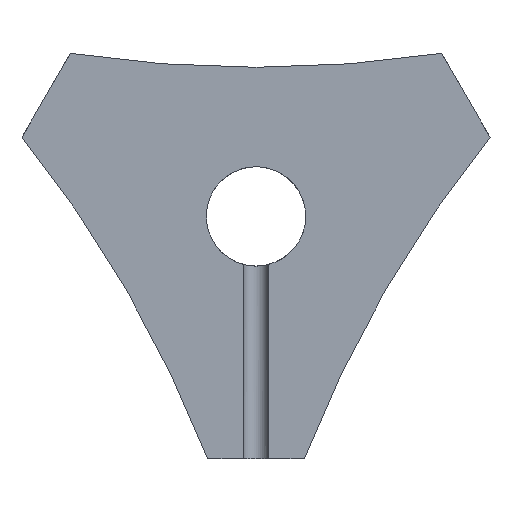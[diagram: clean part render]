
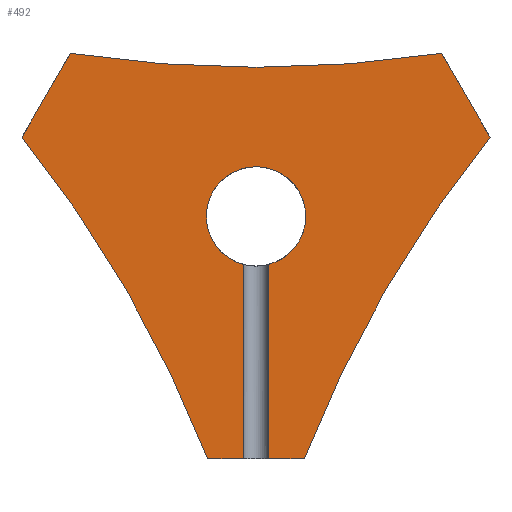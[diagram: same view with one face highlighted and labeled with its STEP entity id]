
A CAD part, front view. The second image highlights one B-rep face of the part: STEP entity #492.
In plain terms, the highlighted planar face has unit normal (0, -1, 0).
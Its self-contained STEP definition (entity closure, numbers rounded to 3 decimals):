
#35=PLANE('',#556);
#60=FACE_OUTER_BOUND('',#86,.T.);
#86=EDGE_LOOP('',(#446,#447,#448,#449,#450,#451,#452,#453,#454,#455,#456));
#90=CIRCLE('',#514,500.);
#93=CIRCLE('',#519,500.);
#109=CIRCLE('',#551,20.);
#110=CIRCLE('',#552,20.);
#111=CIRCLE('',#555,500.);
#113=LINE('',#703,#153);
#114=LINE('',#724,#154);
#115=LINE('',#728,#155);
#127=LINE('',#759,#167);
#141=LINE('',#816,#181);
#152=LINE('',#870,#192);
#153=VECTOR('',#561,10.);
#154=VECTOR('',#562,10.);
#155=VECTOR('',#567,10.);
#167=VECTOR('',#579,10.);
#181=VECTOR('',#615,10.);
#192=VECTOR('',#692,10.);
#193=VERTEX_POINT('',#701);
#194=VERTEX_POINT('',#702);
#195=VERTEX_POINT('',#704);
#196=VERTEX_POINT('',#723);
#197=VERTEX_POINT('',#727);
#210=VERTEX_POINT('',#757);
#213=VERTEX_POINT('',#769);
#218=VERTEX_POINT('',#786);
#219=VERTEX_POINT('',#788);
#230=VERTEX_POINT('',#814);
#240=VERTEX_POINT('',#865);
#241=EDGE_CURVE('',#193,#194,#113,.T.);
#243=EDGE_CURVE('',#196,#195,#114,.T.);
#245=EDGE_CURVE('',#196,#197,#115,.T.);
#259=EDGE_CURVE('',#210,#194,#127,.T.);
#264=EDGE_CURVE('',#210,#213,#90,.T.);
#270=EDGE_CURVE('',#219,#218,#93,.T.);
#283=EDGE_CURVE('',#230,#218,#141,.T.);
#309=EDGE_CURVE('',#195,#240,#109,.T.);
#310=EDGE_CURVE('',#240,#193,#110,.T.);
#311=EDGE_CURVE('',#219,#213,#152,.T.);
#312=EDGE_CURVE('',#230,#197,#111,.T.);
#446=ORIENTED_EDGE('',*,*,#241,.T.);
#447=ORIENTED_EDGE('',*,*,#259,.F.);
#448=ORIENTED_EDGE('',*,*,#264,.T.);
#449=ORIENTED_EDGE('',*,*,#311,.F.);
#450=ORIENTED_EDGE('',*,*,#270,.T.);
#451=ORIENTED_EDGE('',*,*,#283,.F.);
#452=ORIENTED_EDGE('',*,*,#312,.T.);
#453=ORIENTED_EDGE('',*,*,#245,.F.);
#454=ORIENTED_EDGE('',*,*,#243,.T.);
#455=ORIENTED_EDGE('',*,*,#309,.T.);
#456=ORIENTED_EDGE('',*,*,#310,.T.);
#492=ADVANCED_FACE('',(#60),#35,.F.);
#514=AXIS2_PLACEMENT_3D('',#771,#589,#590);
#519=AXIS2_PLACEMENT_3D('',#789,#600,#601);
#551=AXIS2_PLACEMENT_3D('',#867,#686,#687);
#552=AXIS2_PLACEMENT_3D('',#868,#688,#689);
#555=AXIS2_PLACEMENT_3D('',#872,#695,#696);
#556=AXIS2_PLACEMENT_3D('',#873,#697,#698);
#561=DIRECTION('',(0.,0.,-1.));
#562=DIRECTION('',(0.,0.,1.));
#567=DIRECTION('',(-1.,0.,0.));
#579=DIRECTION('',(-1.,0.,0.));
#589=DIRECTION('center_axis',(0.,1.,0.));
#590=DIRECTION('ref_axis',(1.,0.,0.));
#600=DIRECTION('center_axis',(0.,1.,0.));
#601=DIRECTION('ref_axis',(1.,0.,0.));
#615=DIRECTION('',(0.5,0.,0.866));
#686=DIRECTION('center_axis',(0.,1.,0.));
#687=DIRECTION('ref_axis',(-1.,0.,0.));
#688=DIRECTION('center_axis',(0.,1.,0.));
#689=DIRECTION('ref_axis',(-1.,0.,0.));
#692=DIRECTION('',(0.5,0.,-0.866));
#695=DIRECTION('center_axis',(0.,1.,0.));
#696=DIRECTION('ref_axis',(1.,0.,0.));
#697=DIRECTION('center_axis',(0.,1.,0.));
#698=DIRECTION('ref_axis',(1.,0.,0.));
#701=CARTESIAN_POINT('',(5.,0.,-19.365));
#702=CARTESIAN_POINT('',(5.,0.,-97.5));
#703=CARTESIAN_POINT('',(5.,0.,0.));
#704=CARTESIAN_POINT('',(-5.,0.,-19.365));
#723=CARTESIAN_POINT('',(-5.,0.,-97.5));
#724=CARTESIAN_POINT('',(-5.,0.,0.));
#727=CARTESIAN_POINT('',(-19.47,0.,-97.5));
#728=CARTESIAN_POINT('',(20.,0.,-97.5));
#757=CARTESIAN_POINT('',(19.47,0.,-97.5));
#759=CARTESIAN_POINT('',(20.,0.,-97.5));
#769=CARTESIAN_POINT('',(94.173,0.,31.888));
#771=CARTESIAN_POINT('Origin',(484.974,0.,-280.));
#786=CARTESIAN_POINT('',(-74.702,0.,65.612));
#788=CARTESIAN_POINT('',(74.702,0.,65.612));
#789=CARTESIAN_POINT('Origin',(0.,0.,560.));
#814=CARTESIAN_POINT('',(-94.173,0.,31.888));
#816=CARTESIAN_POINT('',(-94.437,0.,31.429));
#865=CARTESIAN_POINT('',(20.,0.,0.));
#867=CARTESIAN_POINT('Origin',(0.,0.,0.));
#868=CARTESIAN_POINT('Origin',(0.,0.,0.));
#870=CARTESIAN_POINT('',(74.437,0.,66.071));
#872=CARTESIAN_POINT('Origin',(-484.974,0.,-280.));
#873=CARTESIAN_POINT('Origin',(0.,0.,-15.944));
